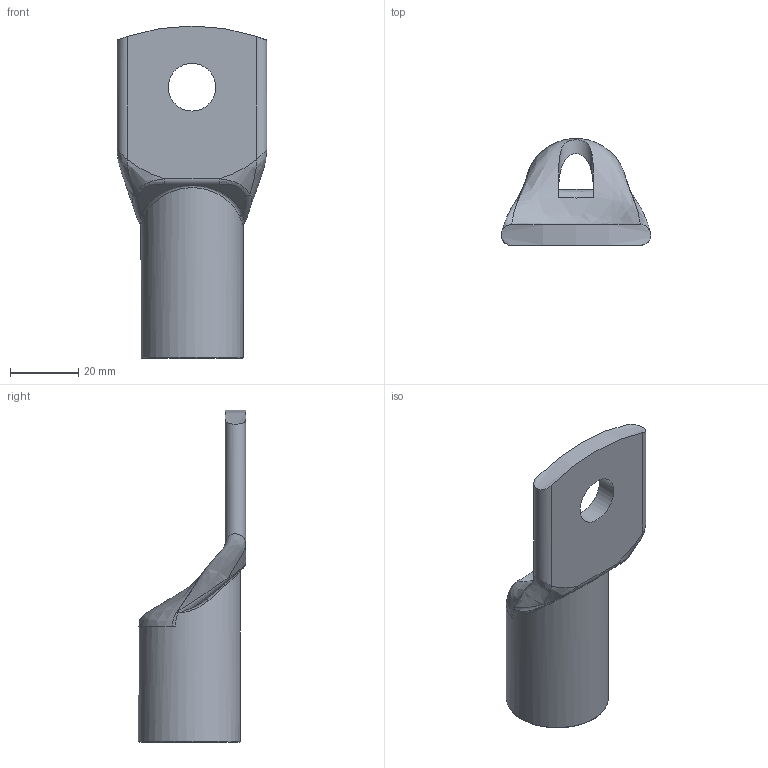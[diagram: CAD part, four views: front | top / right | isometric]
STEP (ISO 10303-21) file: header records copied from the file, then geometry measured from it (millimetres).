
FILE_DESCRIPTION((''),'2;1');
FILE_NAME('PK240-14.stp','2016-02-12T07:52:57',(''),(''),'Autodesk Inventor 2010','Autodesk Inventor 2010','');
FILE_SCHEMA(('AUTOMOTIVE_DESIGN { 1 0 10303 214 1 1 1 1 }'));
Length unit declared in the file: millimetre
Products named in the file (1): PK240-14
Bounding box: 44 x 31.5 x 97.61 mm (x, y, z)
Volume: 23810.7 mm3; surface area: 13560.5 mm2
Topology: 1 solids, 1 shells, 35 faces, 95 edges, 63 vertices
Faces by surface type: bspline 13, plane 11, cylinder 9, torus 1, cone 1
Full cylindrical faces by diameter (mm): 14 x1, 24 x1, 30 x1
Entity records: 2954 total; most frequent: CARTESIAN_POINT 2160, ORIENTED_EDGE 176, DIRECTION 121, EDGE_CURVE 88, VERTEX_POINT 61, AXIS2_PLACEMENT_3D 51, EDGE_LOOP 45, B_SPLINE_CURVE_WITH_KNOTS 41
